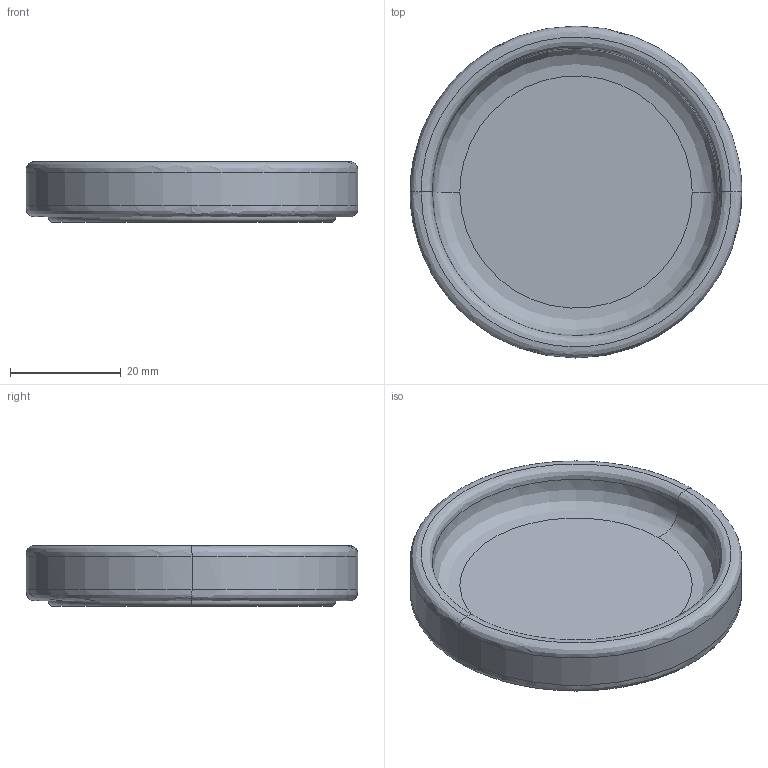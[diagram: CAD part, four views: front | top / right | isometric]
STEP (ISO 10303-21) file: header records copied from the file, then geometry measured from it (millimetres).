
FILE_DESCRIPTION (( 'STEP AP214' ), '1' );
FILE_NAME ('Soup Dish.STEP', '2023-10-16T11:44:54', ( '' ), ( '' ), 'SwSTEP 2.0', 'SolidWorks 2021', '' );
FILE_SCHEMA (( 'AUTOMOTIVE_DESIGN' ));
Length unit declared in the file: millimetre
Products named in the file (1): Soup Dish
Bounding box: 60 x 60 x 11 mm (x, y, z)
Volume: 13369.1 mm3; surface area: 8308.5 mm2
Topology: 1 solids, 1 shells, 22 faces, 42 edges, 24 vertices
Faces by surface type: bspline 10, cylinder 4, torus 4, plane 4
Entity records: 2446 total; most frequent: CARTESIAN_POINT 2041, ORIENTED_EDGE 84, DIRECTION 54, EDGE_CURVE 42, B_SPLINE_CURVE_WITH_KNOTS 26, AXIS2_PLACEMENT_3D 25, EDGE_LOOP 24, VERTEX_POINT 24
